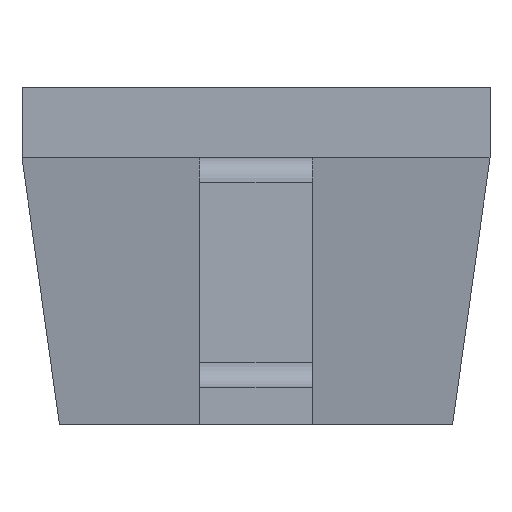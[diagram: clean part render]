
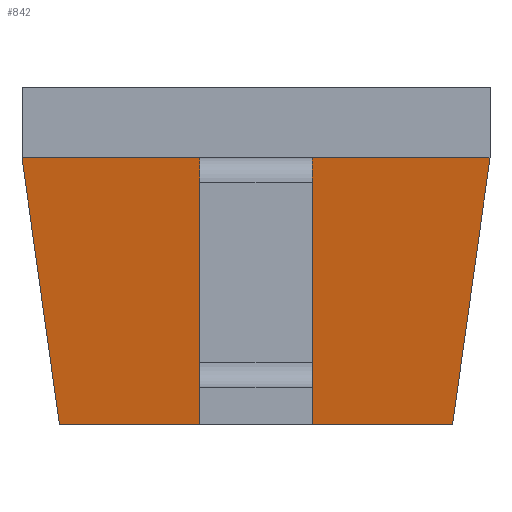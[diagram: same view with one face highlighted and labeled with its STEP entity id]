
A CAD part, front view. The second image highlights one B-rep face of the part: STEP entity #842.
In plain terms, the highlighted planar face has unit normal (0, -0.99, -0.139).
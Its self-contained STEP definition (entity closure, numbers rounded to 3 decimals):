
#61 = AXIS2_PLACEMENT_3D ( 'NONE', #426, #425, #424 ) ;
#83 = VECTOR ( 'NONE', #430, 1000. ) ;
#85 = FACE_OUTER_BOUND ( 'NONE', #706, .T. ) ;
#90 = VECTOR ( 'NONE', #303, 1000. ) ;
#127 = VECTOR ( 'NONE', #351, 1000. ) ;
#132 = VECTOR ( 'NONE', #314, 1000. ) ;
#154 = VERTEX_POINT ( 'NONE', #651 ) ;
#303 = DIRECTION ( 'NONE',  ( 1., 0., 0. ) ) ;
#305 = CARTESIAN_POINT ( 'NONE',  ( 0., -0.75, 0. ) ) ;
#306 = LINE ( 'NONE', #305, #90 ) ;
#314 = DIRECTION ( 'NONE',  ( 0.138, -0.138, 0.981 ) ) ;
#315 = CARTESIAN_POINT ( 'NONE',  ( 0.601, -0.826, 0.543 ) ) ;
#316 = LINE ( 'NONE', #315, #132 ) ;
#351 = DIRECTION ( 'NONE',  ( -0.138, -0.138, 0.981 ) ) ;
#352 = CARTESIAN_POINT ( 'NONE',  ( -0.593, -0.818, 0.482 ) ) ;
#353 = LINE ( 'NONE', #352, #127 ) ;
#424 = DIRECTION ( 'NONE',  ( 0., 0.139, -0.99 ) ) ;
#425 = DIRECTION ( 'NONE',  ( 0., -0.99, -0.139 ) ) ;
#426 = CARTESIAN_POINT ( 'NONE',  ( -0.625, -0.85, 0.712 ) ) ;
#430 = DIRECTION ( 'NONE',  ( 1., 0., 0. ) ) ;
#431 = CARTESIAN_POINT ( 'NONE',  ( -0.625, -0.85, 0.712 ) ) ;
#432 = LINE ( 'NONE', #431, #83 ) ;
#436 = PLANE ( 'NONE',  #61 ) ;
#580 = CARTESIAN_POINT ( 'NONE',  ( -0.525, -0.75, 0. ) ) ;
#590 = VERTEX_POINT ( 'NONE', #633 ) ;
#602 = VERTEX_POINT ( 'NONE', #631 ) ;
#631 = CARTESIAN_POINT ( 'NONE',  ( -0.625, -0.85, 0.712 ) ) ;
#633 = CARTESIAN_POINT ( 'NONE',  ( 0.625, -0.85, 0.712 ) ) ;
#651 = CARTESIAN_POINT ( 'NONE',  ( 0.525, -0.75, 0. ) ) ;
#690 = VERTEX_POINT ( 'NONE', #580 ) ;
#706 = EDGE_LOOP ( 'NONE', ( #778, #726, #735, #773 ) ) ;
#726 = ORIENTED_EDGE ( 'NONE', *, *, #863, .F. ) ;
#735 = ORIENTED_EDGE ( 'NONE', *, *, #877, .T. ) ;
#773 = ORIENTED_EDGE ( 'NONE', *, *, #874, .T. ) ;
#778 = ORIENTED_EDGE ( 'NONE', *, *, #840, .F. ) ;
#840 = EDGE_CURVE ( 'NONE', #602, #590, #432, .T. ) ;
#842 = ADVANCED_FACE ( 'NONE', ( #85 ), #436, .T. ) ;
#863 = EDGE_CURVE ( 'NONE', #690, #602, #353, .T. ) ;
#874 = EDGE_CURVE ( 'NONE', #154, #590, #316, .T. ) ;
#877 = EDGE_CURVE ( 'NONE', #690, #154, #306, .T. ) ;
